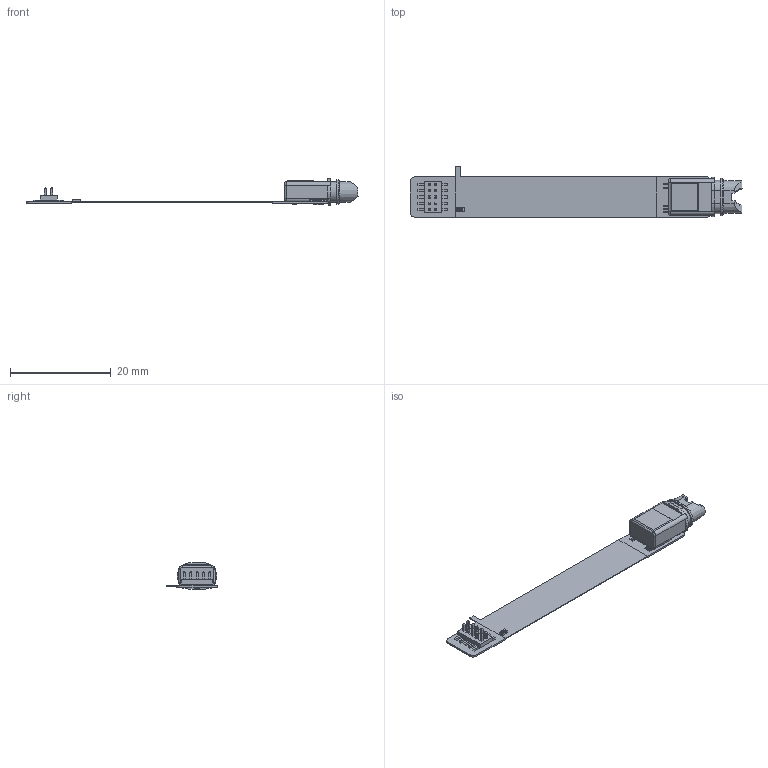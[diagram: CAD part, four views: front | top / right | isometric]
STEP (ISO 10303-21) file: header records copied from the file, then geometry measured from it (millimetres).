
FILE_DESCRIPTION(('Open CASCADE Model'),'2;1');
FILE_NAME('Open CASCADE Shape Model','2025-01-06T13:49:09',('Author'),( 'Open CASCADE'),'Open CASCADE STEP processor 7.5','Open CASCADE 7.5' ,'Unknown');
FILE_SCHEMA(('AUTOMOTIVE_DESIGN { 1 0 10303 214 1 1 1 1 }'));
Length unit declared in the file: millimetre
Products named in the file (18): PCB; Board; Open CASCADE STEP translator 7.5 1.1.1; Open CASCADE STEP translator 7.5 1.1.2; Open CASCADE STEP translator 7.5 1.1.3; R1; Resistor 0603; User Library-R SMD 0603_0603 BODY; User Library-R SMD 0603_0603 PAD; User Library-R SMD 0603_0603 OPIS; J2; SJ-3554A-SMT-TR-67; J1; FTS-105-03-F-DV; FTS-105-03-F-DV.STEP; _FTS-105-03-F-DV_body.STEP; _FTS-105-03-F-DV_pins1.STEP; _FTS-105-03-F-DV_pins2.STEP
Assembly tree (18 placements, depth 5):
  PCB
    Board
      Open CASCADE STEP translator 7.5 1.1.1
      Open CASCADE STEP translator 7.5 1.1.2
      Open CASCADE STEP translator 7.5 1.1.3
    R1
      Resistor 0603
        User Library-R SMD 0603_0603 BODY
        User Library-R SMD 0603_0603 PAD  x2
        User Library-R SMD 0603_0603 OPIS
    J2
      SJ-3554A-SMT-TR-67
    J1
      FTS-105-03-F-DV
        FTS-105-03-F-DV.STEP
          _FTS-105-03-F-DV_body.STEP
          _FTS-105-03-F-DV_pins1.STEP
          _FTS-105-03-F-DV_pins2.STEP
Bounding box: 66.05 x 10 x 5.3 mm (x, y, z)
Volume: 487.1 mm3; surface area: 1610.8 mm2
Topology: 11 solids, 16 shells, 672 faces, 1799 edges, 1158 vertices
Faces by surface type: plane 476, cylinder 117, bspline 64, cone 11, torus 4
Full cylindrical faces by diameter (mm): 1.4 x2
Entity records: 26131 total; most frequent: CARTESIAN_POINT 8150, ORIENTED_EDGE 3538, DIRECTION 3107, EDGE_CURVE 1769, LINE 1275, VECTOR 1275, VERTEX_POINT 1138, AXIS2_PLACEMENT_3D 916
